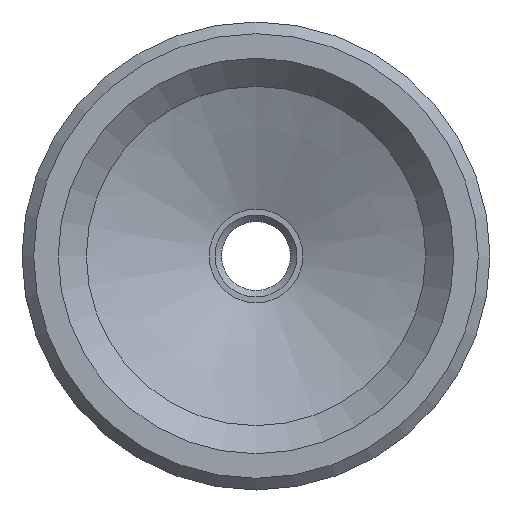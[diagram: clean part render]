
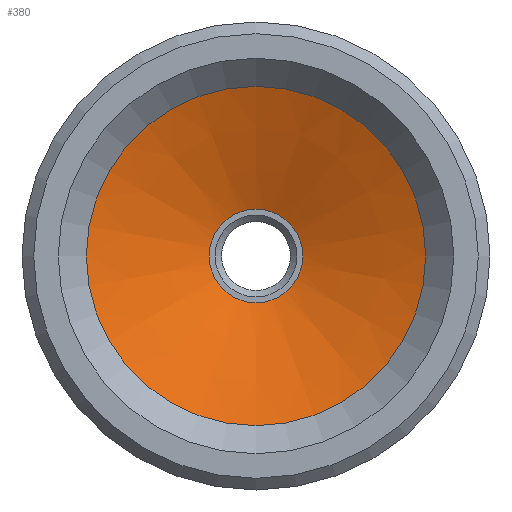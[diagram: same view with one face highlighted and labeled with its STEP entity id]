
A CAD part, front view. The second image highlights one B-rep face of the part: STEP entity #380.
In plain terms, the highlighted conical face has half-angle 68 degrees and reference radius 7.25 mm.
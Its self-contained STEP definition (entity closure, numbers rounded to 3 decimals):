
#380 = ADVANCED_FACE( 'NONE', ( #850, #851 ), #852, .F. );
#850 = FACE_OUTER_BOUND( '', #2666, .T. );
#851 = FACE_BOUND( '', #2667, .T. );
#852 = CONICAL_SURFACE( '', #2668, 7.25, 1.187 );
#2666 = EDGE_LOOP( '', ( #4410 ) );
#2667 = EDGE_LOOP( '', ( #4411 ) );
#2668 = AXIS2_PLACEMENT_3D( '', #4412, #4413, #4414 );
#4410 = ORIENTED_EDGE( '', *, *, #5174, .T. );
#4411 = ORIENTED_EDGE( '', *, *, #5201, .F. );
#4412 = CARTESIAN_POINT( '', ( 0., 12., 0. ) );
#4413 = DIRECTION( '', ( 0., -1., 0. ) );
#4414 = DIRECTION( '', ( 0., 0., -1. ) );
#5174 = EDGE_CURVE( 'NONE', #5810, #5810, #5811, .T. );
#5201 = EDGE_CURVE( 'NONE', #5859, #5859, #5860, .T. );
#5810 = VERTEX_POINT( '', #6835 );
#5811 = CIRCLE( '', #6836, 7.25 );
#5859 = VERTEX_POINT( '', #6950 );
#5860 = CIRCLE( '', #6951, 2. );
#6835 = CARTESIAN_POINT( '', ( 0., 12., -7.25 ) );
#6836 = AXIS2_PLACEMENT_3D( '', #9831, #9832, #9833 );
#6950 = CARTESIAN_POINT( '', ( 0., 14.121, -2. ) );
#6951 = AXIS2_PLACEMENT_3D( '', #9861, #9862, #9863 );
#9831 = CARTESIAN_POINT( '', ( 0., 12., 0. ) );
#9832 = DIRECTION( '', ( 0., -1., 0. ) );
#9833 = DIRECTION( '', ( 0., 0., -1. ) );
#9861 = CARTESIAN_POINT( '', ( 0., 14.121, 0. ) );
#9862 = DIRECTION( '', ( 0., -1., 0. ) );
#9863 = DIRECTION( '', ( 0., 0., -1. ) );
